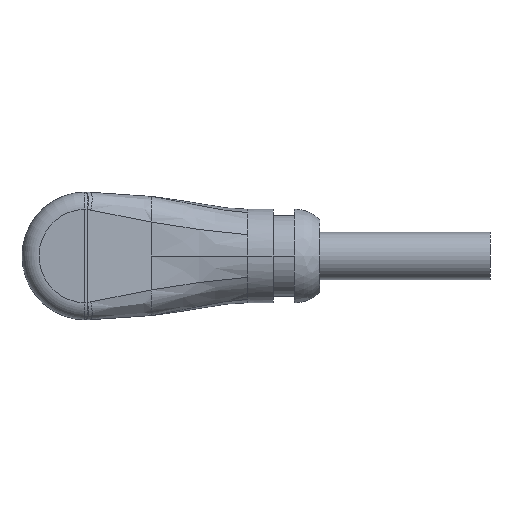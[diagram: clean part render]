
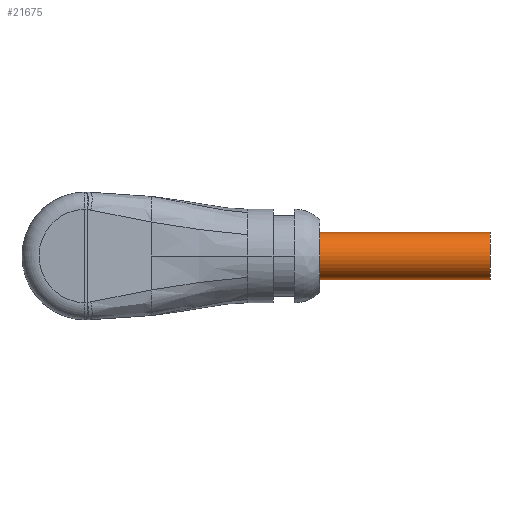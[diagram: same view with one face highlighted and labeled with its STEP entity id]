
A CAD part, front view. The second image highlights one B-rep face of the part: STEP entity #21675.
In plain terms, the highlighted cylindrical face has radius 2.8 mm (diameter 5.6 mm), a partial arc.
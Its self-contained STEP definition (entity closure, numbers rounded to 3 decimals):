
#5561=CARTESIAN_POINT('',(27.5,-13.9,0.));
#5562=DIRECTION('',(-1.,0.,0.));
#5563=DIRECTION('',(0.,0.,-1.));
#5564=AXIS2_PLACEMENT_3D('',#5561,#5562,#5563);
#5609=DIRECTION('',(-1.,0.,0.));
#5610=VECTOR('',#5609,20.);
#5611=CARTESIAN_POINT('',(47.5,-13.9,-2.8));
#5612=LINE('',#5611,#5610);
#5616=DIRECTION('',(-1.,0.,0.));
#5617=VECTOR('',#5616,20.);
#5618=CARTESIAN_POINT('',(47.5,-13.9,2.8));
#5619=LINE('',#5618,#5617);
#5631=CARTESIAN_POINT('',(47.5,-13.9,0.));
#5632=DIRECTION('',(1.,0.,0.));
#5633=DIRECTION('',(0.,0.,1.));
#5634=AXIS2_PLACEMENT_3D('',#5631,#5632,#5633);
#13217=CARTESIAN_POINT('',(47.5,-13.9,2.8));
#13218=CARTESIAN_POINT('',(27.5,-13.9,2.8));
#13219=VERTEX_POINT('',#13217);
#13220=VERTEX_POINT('',#13218);
#13221=CARTESIAN_POINT('',(47.5,-13.9,-2.8));
#13222=CARTESIAN_POINT('',(27.5,-13.9,-2.8));
#13223=VERTEX_POINT('',#13221);
#13224=VERTEX_POINT('',#13222);
#21661=CARTESIAN_POINT('',(47.5,-13.9,0.));
#21662=DIRECTION('',(-1.,0.,0.));
#21663=DIRECTION('',(0.,0.,1.));
#21664=AXIS2_PLACEMENT_3D('',#21661,#21662,#21663);
#21665=CYLINDRICAL_SURFACE('',#21664,2.8);
#21667=ORIENTED_EDGE('',*,*,#21666,.T.);
#21669=ORIENTED_EDGE('',*,*,#21668,.T.);
#21670=ORIENTED_EDGE('',*,*,#21647,.T.);
#21672=ORIENTED_EDGE('',*,*,#21671,.F.);
#21673=EDGE_LOOP('',(#21667,#21669,#21670,#21672));
#21674=FACE_OUTER_BOUND('',#21673,.F.);
#21675=ADVANCED_FACE('',(#21674),#21665,.T.);
#5565=CIRCLE('',#5564,2.8);
#5635=CIRCLE('',#5634,2.8);
#21647=EDGE_CURVE('',#13224,#13220,#5565,.T.);
#21666=EDGE_CURVE('',#13219,#13223,#5635,.T.);
#21668=EDGE_CURVE('',#13223,#13224,#5612,.T.);
#21671=EDGE_CURVE('',#13219,#13220,#5619,.T.);
